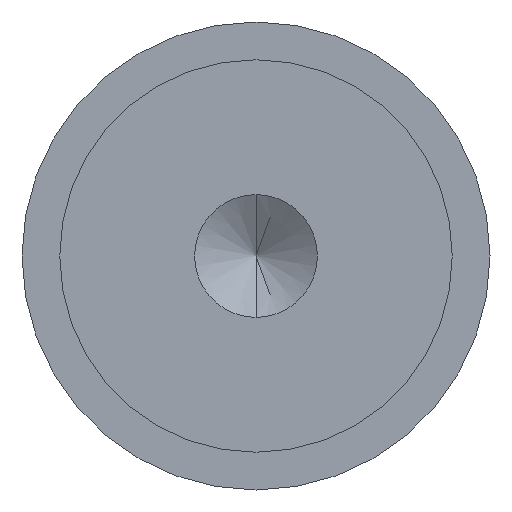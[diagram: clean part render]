
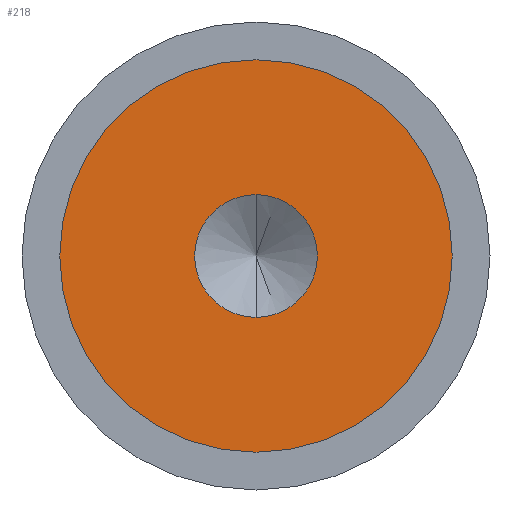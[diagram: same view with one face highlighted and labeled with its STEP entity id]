
A CAD part, left-side view. The second image highlights one B-rep face of the part: STEP entity #218.
In plain terms, the highlighted planar face has unit normal (-1, 0, 0).
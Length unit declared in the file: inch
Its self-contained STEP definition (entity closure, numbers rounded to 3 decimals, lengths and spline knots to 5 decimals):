
#17 = VERTEX_POINT ( 'NONE', #634 ) ;
#36 = CARTESIAN_POINT ( 'NONE',  ( -0.079, 0., 0. ) ) ;
#82 = VERTEX_POINT ( 'NONE', #544 ) ;
#102 = FACE_OUTER_BOUND ( 'NONE', #132, .T. ) ;
#108 = CARTESIAN_POINT ( 'NONE',  ( -0.079, 0., -0.09843 ) ) ;
#132 = EDGE_LOOP ( 'NONE', ( #494, #449 ) ) ;
#136 = ORIENTED_EDGE ( 'NONE', *, *, #558, .F. ) ;
#139 = EDGE_CURVE ( 'NONE', #166, #372, #365, .T. ) ;
#146 = CARTESIAN_POINT ( 'NONE',  ( -0.079, 0., 0.09843 ) ) ;
#154 = AXIS2_PLACEMENT_3D ( 'NONE', #503, #516, #556 ) ;
#164 = AXIS2_PLACEMENT_3D ( 'NONE', #460, #352, #237 ) ;
#166 = VERTEX_POINT ( 'NONE', #146 ) ;
#184 = CIRCLE ( 'NONE', #264, 0.09843 ) ;
#189 = DIRECTION ( 'NONE',  ( -1., 0., 0. ) ) ;
#198 = CARTESIAN_POINT ( 'NONE',  ( -0.079, 0., 0. ) ) ;
#200 = EDGE_CURVE ( 'NONE', #82, #17, #631, .T. ) ;
#218 = ADVANCED_FACE ( 'NONE', ( #394, #102 ), #245, .T. ) ;
#233 = DIRECTION ( 'NONE',  ( -1., 0., 0. ) ) ;
#237 = DIRECTION ( 'NONE',  ( 0., -1., 0. ) ) ;
#245 = PLANE ( 'NONE',  #164 ) ;
#264 = AXIS2_PLACEMENT_3D ( 'NONE', #453, #233, #599 ) ;
#275 = CIRCLE ( 'NONE', #290, 0.3145 ) ;
#290 = AXIS2_PLACEMENT_3D ( 'NONE', #36, #189, #450 ) ;
#350 = DIRECTION ( 'NONE',  ( 0., -1., 0. ) ) ;
#352 = DIRECTION ( 'NONE',  ( -1., 0., 0. ) ) ;
#365 = CIRCLE ( 'NONE', #154, 0.09843 ) ;
#372 = VERTEX_POINT ( 'NONE', #108 ) ;
#394 = FACE_BOUND ( 'NONE', #624, .T. ) ;
#432 = AXIS2_PLACEMENT_3D ( 'NONE', #198, #509, #350 ) ;
#449 = ORIENTED_EDGE ( 'NONE', *, *, #630, .T. ) ;
#450 = DIRECTION ( 'NONE',  ( 0., -1., 0. ) ) ;
#453 = CARTESIAN_POINT ( 'NONE',  ( -0.079, 0., 0. ) ) ;
#460 = CARTESIAN_POINT ( 'NONE',  ( -0.079, 0., 0. ) ) ;
#494 = ORIENTED_EDGE ( 'NONE', *, *, #200, .T. ) ;
#503 = CARTESIAN_POINT ( 'NONE',  ( -0.079, 0., 0. ) ) ;
#509 = DIRECTION ( 'NONE',  ( -1., 0., 0. ) ) ;
#516 = DIRECTION ( 'NONE',  ( -1., 0., 0. ) ) ;
#544 = CARTESIAN_POINT ( 'NONE',  ( -0.079, 0.3145, 0. ) ) ;
#556 = DIRECTION ( 'NONE',  ( 0., 0., 1. ) ) ;
#558 = EDGE_CURVE ( 'NONE', #372, #166, #184, .T. ) ;
#563 = ORIENTED_EDGE ( 'NONE', *, *, #139, .F. ) ;
#599 = DIRECTION ( 'NONE',  ( 0., 0., 1. ) ) ;
#624 = EDGE_LOOP ( 'NONE', ( #563, #136 ) ) ;
#630 = EDGE_CURVE ( 'NONE', #17, #82, #275, .T. ) ;
#631 = CIRCLE ( 'NONE', #432, 0.3145 ) ;
#634 = CARTESIAN_POINT ( 'NONE',  ( -0.079, -0.3145, 0. ) ) ;
